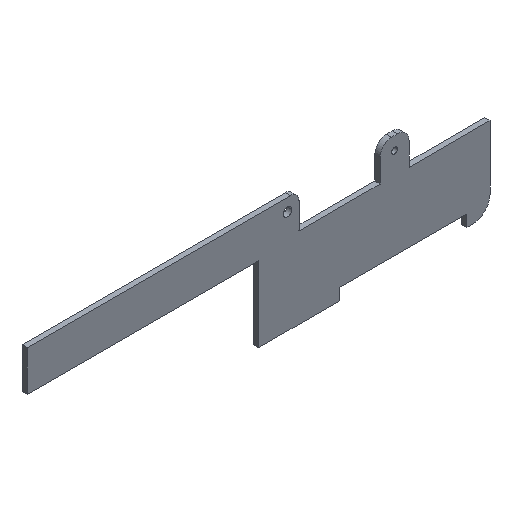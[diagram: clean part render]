
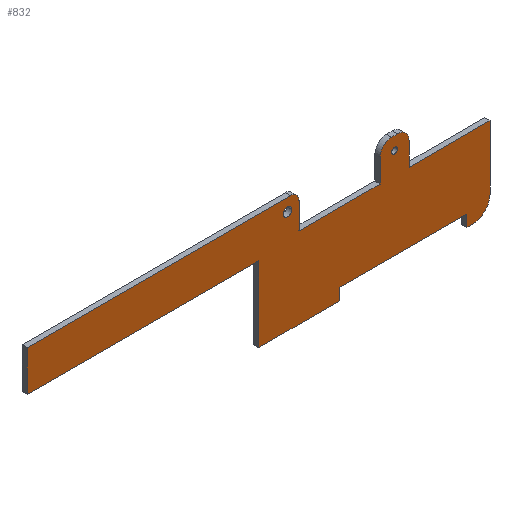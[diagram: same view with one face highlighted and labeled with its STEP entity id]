
A CAD part, isometric view. The second image highlights one B-rep face of the part: STEP entity #832.
In plain terms, the highlighted planar face has unit normal (0, -1, 0).
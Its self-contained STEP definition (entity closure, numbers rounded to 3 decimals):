
#213=CARTESIAN_POINT('POINT25',(4.27,0.,7.83));
#214=VERTEX_POINT('VERTEX25',#213);
#222=CARTESIAN_POINT('POINT26',(5.77,0.,7.83));
#223=VERTEX_POINT('VERTEX26',#222);
#230=CARTESIAN_POINT('POS28',(5.02,0.,7.83));
#231=DIRECTION('DIR37',(0.,-1.,0.));
#232=DIRECTION('DIR38',(1.,0.,0.));
#233=AXIS2_PLACEMENT_3D('AXIS10',#230,#231,#232);
#234=CIRCLE('ELLIPSE9',#233,0.75);
#235=EDGE_CURVE('EDGE27',#223,#214,#234,.T.);
#248=CARTESIAN_POINT('POS30',(5.02,0.,7.83));
#249=DIRECTION('DIR41',(0.,-1.,0.));
#250=DIRECTION('DIR42',(-1.,0.,0.));
#251=AXIS2_PLACEMENT_3D('AXIS12',#248,#249,#250);
#252=CIRCLE('ELLIPSE10',#251,0.75);
#253=EDGE_CURVE('EDGE28',#214,#223,#252,.T.);
#263=CARTESIAN_POINT('POINT27',(23.,0.,7.76));
#264=VERTEX_POINT('VERTEX27',#263);
#272=CARTESIAN_POINT('POINT28',(24.,0.,7.76));
#273=VERTEX_POINT('VERTEX28',#272);
#280=CARTESIAN_POINT('POS34',(23.5,0.,7.76));
#281=DIRECTION('DIR47',(0.,-1.,0.));
#282=DIRECTION('DIR48',(1.,0.,0.));
#283=AXIS2_PLACEMENT_3D('AXIS14',#280,#281,#282);
#284=CIRCLE('ELLIPSE11',#283,0.5);
#285=EDGE_CURVE('EDGE31',#273,#264,#284,.T.);
#298=CARTESIAN_POINT('POS36',(23.5,0.,7.76));
#299=DIRECTION('DIR51',(0.,-1.,0.));
#300=DIRECTION('DIR52',(-1.,0.,0.));
#301=AXIS2_PLACEMENT_3D('AXIS16',#298,#299,#300);
#302=CIRCLE('ELLIPSE12',#301,0.5);
#303=EDGE_CURVE('EDGE32',#264,#273,#302,.T.);
#313=CARTESIAN_POINT('POINT29',(21.,0.,8.));
#314=VERTEX_POINT('VERTEX29',#313);
#322=CARTESIAN_POINT('POINT30',(21.,0.,4.));
#323=VERTEX_POINT('VERTEX30',#322);
#330=CARTESIAN_POINT('POS40',(21.,0.,8.));
#331=DIRECTION('DIR57',(0.,0.,-1.));
#332=VECTOR('VEC23',#331,1.);
#333=LINE('STRAIGHT23',#330,#332);
#334=EDGE_CURVE('EDGE35',#314,#323,#333,.T.);
#346=CARTESIAN_POINT('POINT31',(23.,0.,10.));
#347=VERTEX_POINT('VERTEX31',#346);
#348=CARTESIAN_POINT('POS42',(23.,0.,8.));
#349=DIRECTION('DIR60',(0.,-1.,0.));
#350=DIRECTION('DIR61',(0.,0.,1.));
#351=AXIS2_PLACEMENT_3D('AXIS19',#348,#349,#350);
#352=CIRCLE('ELLIPSE13',#351,2.);
#353=EDGE_CURVE('EDGE36',#347,#314,#352,.T.);
#369=CARTESIAN_POINT('POINT32',(24.,0.,10.));
#370=VERTEX_POINT('VERTEX32',#369);
#371=CARTESIAN_POINT('POS45',(23.,0.,10.));
#372=DIRECTION('DIR65',(1.,0.,0.));
#373=VECTOR('VEC25',#372,1.);
#374=LINE('STRAIGHT25',#371,#373);
#375=EDGE_CURVE('EDGE38',#347,#370,#374,.T.);
#393=CARTESIAN_POINT('POINT33',(26.,0.,8.));
#394=VERTEX_POINT('VERTEX33',#393);
#395=CARTESIAN_POINT('POS48',(24.,0.,8.));
#396=DIRECTION('DIR69',(0.,1.,0.));
#397=DIRECTION('DIR70',(0.,0.,1.));
#398=AXIS2_PLACEMENT_3D('AXIS22',#395,#396,#397);
#399=CIRCLE('ELLIPSE14',#398,2.);
#400=EDGE_CURVE('EDGE40',#370,#394,#399,.T.);
#418=CARTESIAN_POINT('POINT34',(26.,0.,4.));
#419=VERTEX_POINT('VERTEX34',#418);
#428=CARTESIAN_POINT('POS52',(26.,0.,8.));
#429=DIRECTION('DIR75',(0.,0.,-1.));
#430=VECTOR('VEC29',#429,1.);
#431=LINE('STRAIGHT29',#428,#430);
#432=EDGE_CURVE('EDGE43',#394,#419,#431,.T.);
#442=CARTESIAN_POINT('POINT35',(40.,0.,4.));
#443=VERTEX_POINT('VERTEX35',#442);
#452=CARTESIAN_POINT('POS55',(40.,0.,4.));
#453=DIRECTION('DIR79',(-1.,0.,0.));
#454=VECTOR('VEC31',#453,1.);
#455=LINE('STRAIGHT31',#452,#454);
#456=EDGE_CURVE('EDGE45',#443,#419,#455,.T.);
#466=CARTESIAN_POINT('POINT36',(40.,0.,-7.));
#467=VERTEX_POINT('VERTEX36',#466);
#468=CARTESIAN_POINT('POS57',(40.,0.,4.));
#469=DIRECTION('DIR82',(0.,0.,-1.));
#470=VECTOR('VEC32',#469,1.);
#471=LINE('STRAIGHT32',#468,#470);
#472=EDGE_CURVE('EDGE46',#443,#467,#471,.T.);
#492=CARTESIAN_POINT('POINT37',(37.,0.,-10.));
#493=VERTEX_POINT('VERTEX37',#492);
#494=CARTESIAN_POINT('POS60',(37.,0.,-7.))
   ;
#495=DIRECTION('DIR86',(0.,-1.,0.));
#496=DIRECTION('DIR87',(0.,0.,-1.));
#497=AXIS2_PLACEMENT_3D('AXIS27',#494,#495,#496);
#498=CIRCLE('ELLIPSE15',#497,3.);
#499=EDGE_CURVE('EDGE48',#493,#467,#498,.T.);
#517=CARTESIAN_POINT('POINT38',(36.,0.,-10.));
#518=VERTEX_POINT('VERTEX38',#517);
#519=CARTESIAN_POINT('POS63',(37.,0.,-10.));
#520=DIRECTION('DIR91',(-1.,0.,0.));
#521=VECTOR('VEC35',#520,1.);
#522=LINE('STRAIGHT35',#519,#521);
#523=EDGE_CURVE('EDGE50',#493,#518,#522,.T.);
#539=CARTESIAN_POINT('POINT39',(36.,0.,-8.));
#540=VERTEX_POINT('VERTEX39',#539);
#549=CARTESIAN_POINT('POS67',(36.,0.,-10.));
#550=DIRECTION('DIR96',(0.,0.,1.));
#551=VECTOR('VEC38',#550,1.);
#552=LINE('STRAIGHT38',#549,#551);
#553=EDGE_CURVE('EDGE53',#518,#540,#552,.T.);
#563=CARTESIAN_POINT('POINT40',(14.,0.,-8.));
#564=VERTEX_POINT('VERTEX40',#563);
#573=CARTESIAN_POINT('POS70',(14.,0.,-8.));
#574=DIRECTION('DIR100',(1.,0.,0.));
#575=VECTOR('VEC40',#574,1.);
#576=LINE('STRAIGHT40',#573,#575);
#577=EDGE_CURVE('EDGE55',#564,#540,#576,.T.);
#587=CARTESIAN_POINT('POINT41',(14.,0.,-10.));
#588=VERTEX_POINT('VERTEX41',#587);
#597=CARTESIAN_POINT('POS73',(14.,0.,-10.));
#598=DIRECTION('DIR104',(0.,0.,1.));
#599=VECTOR('VEC42',#598,1.);
#600=LINE('STRAIGHT42',#597,#599);
#601=EDGE_CURVE('EDGE57',#588,#564,#600,.T.);
#611=CARTESIAN_POINT('POINT42',(0.,0.,-10.));
#612=VERTEX_POINT('VERTEX42',#611);
#613=CARTESIAN_POINT('POS75',(14.,0.,-10.));
#614=DIRECTION('DIR107',(-1.,0.,0.));
#615=VECTOR('VEC43',#614,1.);
#616=LINE('STRAIGHT43',#613,#615);
#617=EDGE_CURVE('EDGE58',#588,#612,#616,.T.);
#635=CARTESIAN_POINT('POINT43',(0.,0.,3.));
#636=VERTEX_POINT('VERTEX43',#635);
#645=CARTESIAN_POINT('POS79',(0.,0.,-10.));
#646=DIRECTION('DIR112',(0.,0.,1.));
#647=VECTOR('VEC46',#646,1.);
#648=LINE('STRAIGHT46',#645,#647);
#649=EDGE_CURVE('EDGE61',#612,#636,#648,.T.);
#659=CARTESIAN_POINT('POINT44',(-40.,0.,3.));
#660=VERTEX_POINT('VERTEX44',#659);
#669=CARTESIAN_POINT('POS82',(-40.,0.,3.));
#670=DIRECTION('DIR116',(1.,0.,0.));
#671=VECTOR('VEC48',#670,1.);
#672=LINE('STRAIGHT48',#669,#671);
#673=EDGE_CURVE('EDGE63',#660,#636,#672,.T.);
#683=CARTESIAN_POINT('POINT45',(-40.,0.,10.));
#684=VERTEX_POINT('VERTEX45',#683);
#685=CARTESIAN_POINT('POS84',(-40.,0.,3.));
#686=DIRECTION('DIR119',(0.,0.,1.));
#687=VECTOR('VEC49',#686,1.);
#688=LINE('STRAIGHT49',#685,#687);
#689=EDGE_CURVE('EDGE64',#660,#684,#688,.T.);
#709=CARTESIAN_POINT('POINT46',(5.5,0.,10.));
#710=VERTEX_POINT('VERTEX46',#709);
#711=CARTESIAN_POINT('POS87',(-40.,0.,10.));
#712=DIRECTION('DIR123',(1.,0.,0.));
#713=VECTOR('VEC51',#712,1.);
#714=LINE('STRAIGHT51',#711,#713);
#715=EDGE_CURVE('EDGE66',#684,#710,#714,.T.);
#731=CARTESIAN_POINT('POINT47',(7.,0.,8.5));
#732=VERTEX_POINT('VERTEX47',#731);
#733=CARTESIAN_POINT('POS90',(5.5,0.,8.5));
#734=DIRECTION('DIR127',(0.,1.,0.));
#735=DIRECTION('DIR128',(0.,0.,1.));
#736=AXIS2_PLACEMENT_3D('AXIS38',#733,#734,#735);
#737=CIRCLE('ELLIPSE16',#736,1.5);
#738=EDGE_CURVE('EDGE68',#710,#732,#737,.T.);
#756=CARTESIAN_POINT('POINT48',(7.,0.,4.));
#757=VERTEX_POINT('VERTEX48',#756);
#766=CARTESIAN_POINT('POS94',(7.,0.,8.5));
#767=DIRECTION('DIR133',(0.,0.,-1.));
#768=VECTOR('VEC55',#767,1.);
#769=LINE('STRAIGHT55',#766,#768);
#770=EDGE_CURVE('EDGE71',#732,#757,#769,.T.);
#783=CARTESIAN_POINT('POS96',(21.,0.,4.));
#784=DIRECTION('DIR136',(-1.,0.,0.));
#785=VECTOR('VEC56',#784,1.);
#786=LINE('STRAIGHT56',#783,#785);
#787=EDGE_CURVE('EDGE72',#323,#757,#786,.T.);
#797=ORIENTED_EDGE('COEDGE121',*,*,#787,.T.);
#798=ORIENTED_EDGE('COEDGE122',*,*,#770,.F.);
#799=ORIENTED_EDGE('COEDGE123',*,*,#738,.F.);
#800=ORIENTED_EDGE('COEDGE124',*,*,#715,.F.);
#801=ORIENTED_EDGE('COEDGE125',*,*,#689,.F.);
#802=ORIENTED_EDGE('COEDGE126',*,*,#673,.T.);
#803=ORIENTED_EDGE('COEDGE127',*,*,#649,.F.);
#804=ORIENTED_EDGE('COEDGE128',*,*,#617,.F.);
#805=ORIENTED_EDGE('COEDGE129',*,*,#601,.T.);
#806=ORIENTED_EDGE('COEDGE130',*,*,#577,.T.);
#807=ORIENTED_EDGE('COEDGE131',*,*,#553,.F.);
#808=ORIENTED_EDGE('COEDGE132',*,*,#523,.F.);
#809=ORIENTED_EDGE('COEDGE133',*,*,#499,.T.);
#810=ORIENTED_EDGE('COEDGE134',*,*,#472,.F.);
#811=ORIENTED_EDGE('COEDGE135',*,*,#456,.T.);
#812=ORIENTED_EDGE('COEDGE136',*,*,#432,.F.);
#813=ORIENTED_EDGE('COEDGE137',*,*,#400,.F.);
#814=ORIENTED_EDGE('COEDGE138',*,*,#375,.F.);
#815=ORIENTED_EDGE('COEDGE139',*,*,#353,.T.);
#816=ORIENTED_EDGE('COEDGE140',*,*,#334,.T.);
#817=EDGE_LOOP('NONE',(#797,#798,#799,#800,#801,#802,#803,#804,#805,#806
   ,#807,#808,#809,#810,#811,#812,#813,#814,#815,#816));
#818=FACE_BOUND('LOOP1',#817,.T.);
#819=ORIENTED_EDGE('COEDGE141',*,*,#303,.F.);
#820=ORIENTED_EDGE('COEDGE142',*,*,#285,.F.);
#821=EDGE_LOOP('NONE',(#819,#820));
#822=FACE_BOUND('LOOP1',#821,.T.);
#823=ORIENTED_EDGE('COEDGE143',*,*,#253,.F.);
#824=ORIENTED_EDGE('COEDGE144',*,*,#235,.F.);
#825=EDGE_LOOP('NONE',(#823,#824));
#826=FACE_BOUND('LOOP1',#825,.T.);
#827=CARTESIAN_POINT('POS98',(0.,0.,0.));
#828=DIRECTION('DIR139',(0.,1.,0.));
#829=DIRECTION('DIR140',(1.,0.,0.));
#830=AXIS2_PLACEMENT_3D('AXIS42',#827,#828,#829);
#831=PLANE('PLANE18',#830);
#832=ADVANCED_FACE('FACE26',(#818,#822,#826),#831,.F.);
